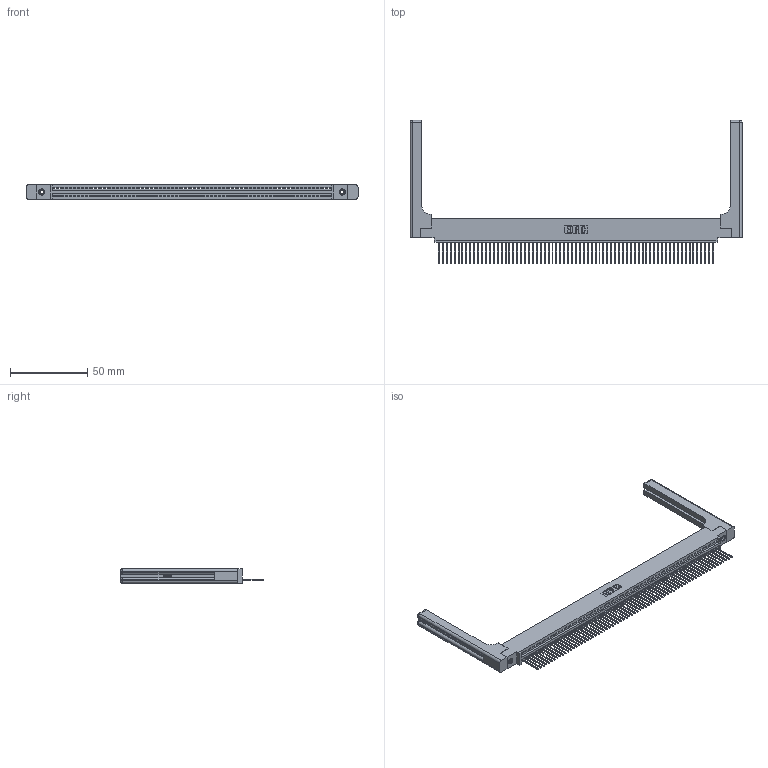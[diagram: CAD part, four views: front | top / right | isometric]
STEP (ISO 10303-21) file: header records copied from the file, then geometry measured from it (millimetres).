
FILE_DESCRIPTION (( 'STEP AP203' ), '1' );
FILE_NAME ('345-071-540-458.STEP', '2019-10-12T22:58:42', ( '' ), ( '' ), 'SwSTEP 2.0', 'SolidWorks 2016', '' );
FILE_SCHEMA (( 'CONFIG_CONTROL_DESIGN' ));
Length unit declared in the file: inch
Products named in the file (5): 345-071-540-458; 345-220-058_345-220-058; 345 Part_0.110 Offset - 0.156 Dia-TH; 345-250-001_345-250-001-102; 345-292-001_345-293-140
Assembly tree (76 placements, depth 2):
  345-071-540-458
    345 Part_0.110 Offset - 0.156 Dia-TH
    345-292-001_345-293-140  x71
    345-250-001_345-250-001-102  x2
    345-220-058_345-220-058  x2
Bounding box: 215.37 x 92.89 x 9.4 mm (x, y, z)
Volume: 29221 mm3; surface area: 34003.2 mm2
Topology: 76 solids, 76 shells, 4504 faces, 13515 edges, 8894 vertices
Faces by surface type: plane 3072, cylinder 1372, bspline 36, cone 12, sphere 8, torus 4
Entity records: 54864 total; most frequent: CARTESIAN_POINT 10474, ORIENTED_EDGE 9276, DIRECTION 8052, EDGE_CURVE 4638, LINE 4130, VECTOR 4130, VERTEX_POINT 3082, AXIS2_PLACEMENT_3D 1961
